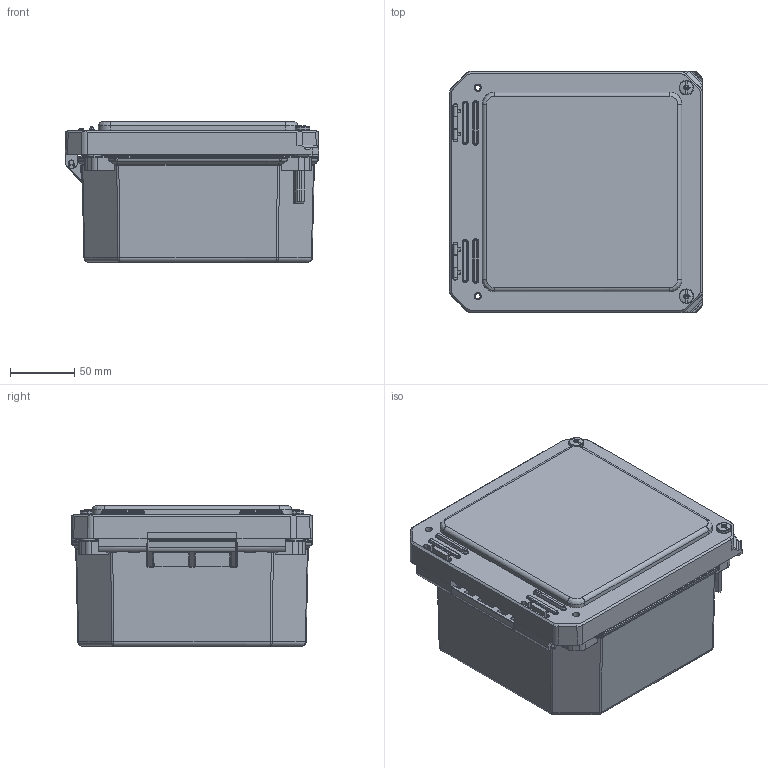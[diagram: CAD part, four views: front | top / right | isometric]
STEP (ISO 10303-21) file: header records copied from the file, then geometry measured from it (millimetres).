
FILE_DESCRIPTION (( 'STEP AP214' ), '1' );
FILE_NAME ('FR60604HW.STEP', '2023-03-28T14:39:52', ( '' ), ( '' ), 'SwSTEP 2.0', 'SolidWorks 2021', '' );
FILE_SCHEMA (( 'AUTOMOTIVE_DESIGN' ));
Length unit declared in the file: inch
Products named in the file (1): FR60604HW
Bounding box: 197.87 x 188.35 x 109.48 mm (x, y, z)
Volume: 615324.7 mm3; surface area: 317924.3 mm2
Topology: 7 solids, 7 shells, 1966 faces, 4886 edges, 2864 vertices
Faces by surface type: cylinder 760, plane 588, bspline 523, cone 81, torus 14
Entity records: 85324 total; most frequent: CARTESIAN_POINT 44489, ORIENTED_EDGE 9600, DIRECTION 6717, EDGE_CURVE 4800, VERTEX_POINT 2864, AXIS2_PLACEMENT_3D 2252, VECTOR 2213, LINE 2213
